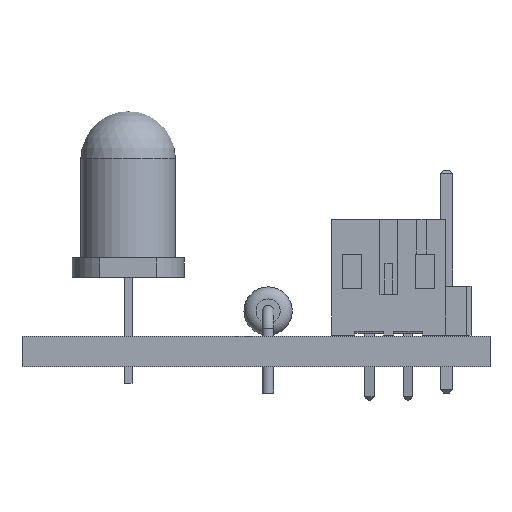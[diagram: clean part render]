
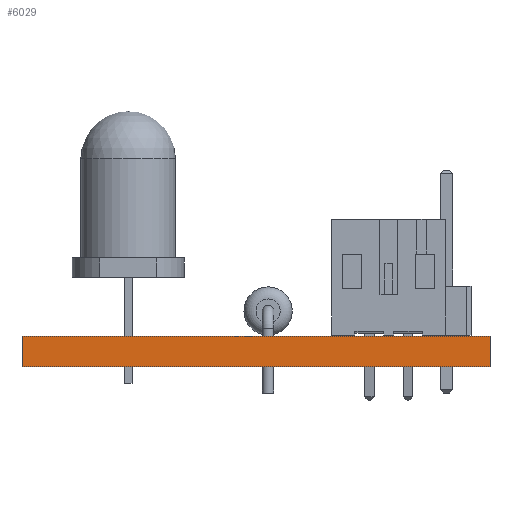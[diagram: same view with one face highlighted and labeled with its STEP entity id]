
A CAD part, front view. The second image highlights one B-rep face of the part: STEP entity #6029.
In plain terms, the highlighted planar face has unit normal (0, -1, 0).
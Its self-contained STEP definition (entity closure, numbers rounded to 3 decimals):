
#6029 = ADVANCED_FACE('',(#6030),#6064,.T.);
#6030 = FACE_BOUND('',#6031,.T.);
#6031 = EDGE_LOOP('',(#6032,#6042,#6050,#6058));
#6032 = ORIENTED_EDGE('',*,*,#6033,.T.);
#6033 = EDGE_CURVE('',#6034,#6036,#6038,.T.);
#6034 = VERTEX_POINT('',#6035);
#6035 = CARTESIAN_POINT('',(170.25,-121.75,0.));
#6036 = VERTEX_POINT('',#6037);
#6037 = CARTESIAN_POINT('',(170.25,-121.75,1.6));
#6038 = LINE('',#6039,#6040);
#6039 = CARTESIAN_POINT('',(170.25,-121.75,0.));
#6040 = VECTOR('',#6041,1.);
#6041 = DIRECTION('',(0.,0.,1.));
#6042 = ORIENTED_EDGE('',*,*,#6043,.T.);
#6043 = EDGE_CURVE('',#6036,#6044,#6046,.T.);
#6044 = VERTEX_POINT('',#6045);
#6045 = CARTESIAN_POINT('',(146.,-121.75,1.6));
#6046 = LINE('',#6047,#6048);
#6047 = CARTESIAN_POINT('',(170.25,-121.75,1.6));
#6048 = VECTOR('',#6049,1.);
#6049 = DIRECTION('',(-1.,0.,0.));
#6050 = ORIENTED_EDGE('',*,*,#6051,.F.);
#6051 = EDGE_CURVE('',#6052,#6044,#6054,.T.);
#6052 = VERTEX_POINT('',#6053);
#6053 = CARTESIAN_POINT('',(146.,-121.75,0.));
#6054 = LINE('',#6055,#6056);
#6055 = CARTESIAN_POINT('',(146.,-121.75,0.));
#6056 = VECTOR('',#6057,1.);
#6057 = DIRECTION('',(0.,0.,1.));
#6058 = ORIENTED_EDGE('',*,*,#6059,.F.);
#6059 = EDGE_CURVE('',#6034,#6052,#6060,.T.);
#6060 = LINE('',#6061,#6062);
#6061 = CARTESIAN_POINT('',(170.25,-121.75,0.));
#6062 = VECTOR('',#6063,1.);
#6063 = DIRECTION('',(-1.,0.,0.));
#6064 = PLANE('',#6065);
#6065 = AXIS2_PLACEMENT_3D('',#6066,#6067,#6068);
#6066 = CARTESIAN_POINT('',(170.25,-121.75,0.));
#6067 = DIRECTION('',(0.,-1.,0.));
#6068 = DIRECTION('',(-1.,0.,0.));
